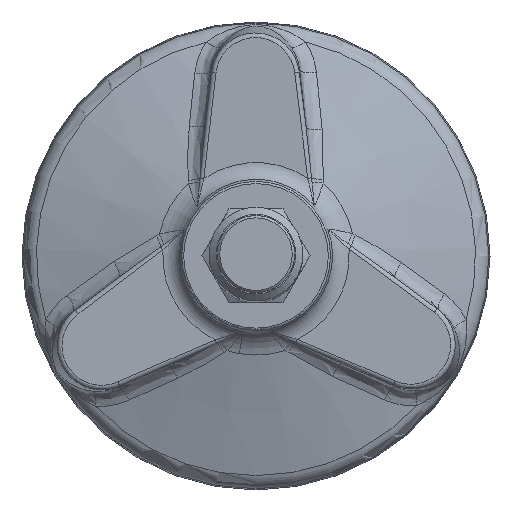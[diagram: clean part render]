
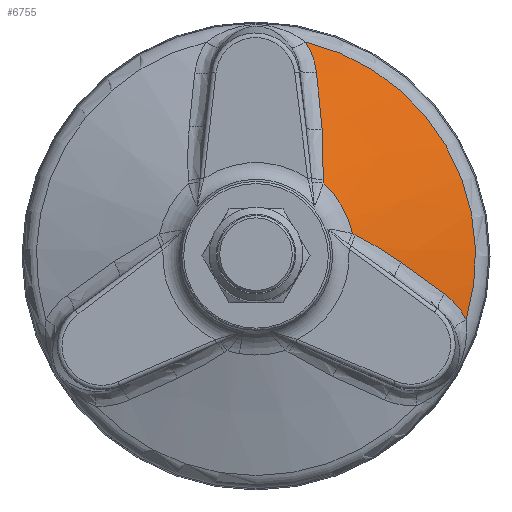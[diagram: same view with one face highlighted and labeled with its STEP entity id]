
A CAD part, top view. The second image highlights one B-rep face of the part: STEP entity #6755.
In plain terms, the highlighted conical face has half-angle 73.2 degrees and reference radius 46.917 mm.
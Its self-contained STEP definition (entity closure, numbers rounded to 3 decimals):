
#513=CONICAL_SURFACE('',#7114,46.917,1.278);
#575=B_SPLINE_CURVE_WITH_KNOTS('',3,(#9506,#9507,#9508,#9509),
 .UNSPECIFIED.,.F.,.F.,(4,4),(0.,1.),.UNSPECIFIED.);
#576=B_SPLINE_CURVE_WITH_KNOTS('',3,(#9511,#9512,#9513,#9514,#9515),
 .UNSPECIFIED.,.F.,.F.,(4,1,4),(0.,0.5,1.),.UNSPECIFIED.);
#577=B_SPLINE_CURVE_WITH_KNOTS('',3,(#9517,#9518,#9519,#9520),
 .UNSPECIFIED.,.F.,.F.,(4,4),(0.,1.),.UNSPECIFIED.);
#578=B_SPLINE_CURVE_WITH_KNOTS('',3,(#9522,#9523,#9524,#9525,#9526,#9527,
#9528,#9529,#9530,#9531,#9532,#9533,#9534,#9535,#9536),.UNSPECIFIED.,.F.,
 .F.,(4,1,1,1,1,1,1,1,1,1,1,1,4),(0.,0.25,0.375,0.438,0.5,0.563,0.625,
0.75,0.813,0.875,0.906,0.938,1.),.UNSPECIFIED.);
#579=B_SPLINE_CURVE_WITH_KNOTS('',3,(#9538,#9539,#9540,#9541,#9542,#9543,
#9544,#9545),.UNSPECIFIED.,.F.,.F.,(4,1,1,1,1,4),(0.,0.25,0.5,0.625,0.75,
1.),.UNSPECIFIED.);
#580=B_SPLINE_CURVE_WITH_KNOTS('',3,(#9546,#9547,#9548,#9549,#9550,#9551,
#9552,#9553,#9554,#9555,#9556,#9557,#9558),.UNSPECIFIED.,.F.,.F.,(4,1,1,
1,1,1,1,1,1,1,4),(0.,0.063,0.125,0.25,0.375,0.5,0.625,0.75,0.875,0.938,
1.),.UNSPECIFIED.);
#581=B_SPLINE_CURVE_WITH_KNOTS('',3,(#9560,#9561,#9562,#9563,#9564,#9565,
#9566,#9567,#9568,#9569,#9570),.UNSPECIFIED.,.F.,.F.,(4,1,1,1,1,1,1,1,4),
(0.,0.25,0.375,0.438,0.5,0.563,0.625,0.75,1.),.UNSPECIFIED.);
#582=B_SPLINE_CURVE_WITH_KNOTS('',3,(#9572,#9573,#9574,#9575),
 .UNSPECIFIED.,.F.,.F.,(4,4),(0.,1.),.UNSPECIFIED.);
#901=ORIENTED_EDGE('',*,*,#2245,.T.);
#902=ORIENTED_EDGE('',*,*,#2196,.F.);
#903=ORIENTED_EDGE('',*,*,#2246,.T.);
#904=ORIENTED_EDGE('',*,*,#2247,.T.);
#905=ORIENTED_EDGE('',*,*,#2248,.T.);
#906=ORIENTED_EDGE('',*,*,#2249,.T.);
#907=ORIENTED_EDGE('',*,*,#2215,.T.);
#908=ORIENTED_EDGE('',*,*,#2250,.T.);
#909=ORIENTED_EDGE('',*,*,#2251,.T.);
#910=ORIENTED_EDGE('',*,*,#2252,.T.);
#2196=EDGE_CURVE('',#2873,#2874,#3330,.T.);
#2215=EDGE_CURVE('',#2886,#2890,#3335,.T.);
#2245=EDGE_CURVE('',#2918,#2874,#575,.T.);
#2246=EDGE_CURVE('',#2873,#2919,#576,.T.);
#2247=EDGE_CURVE('',#2919,#2920,#577,.T.);
#2248=EDGE_CURVE('',#2920,#2921,#578,.T.);
#2249=EDGE_CURVE('',#2921,#2886,#579,.T.);
#2250=EDGE_CURVE('',#2890,#2922,#580,.T.);
#2251=EDGE_CURVE('',#2922,#2923,#581,.T.);
#2252=EDGE_CURVE('',#2923,#2918,#582,.T.);
#2873=VERTEX_POINT('',#8912);
#2874=VERTEX_POINT('',#8914);
#2886=VERTEX_POINT('',#9081);
#2890=VERTEX_POINT('',#9171);
#2918=VERTEX_POINT('',#9510);
#2919=VERTEX_POINT('',#9516);
#2920=VERTEX_POINT('',#9521);
#2921=VERTEX_POINT('',#9537);
#2922=VERTEX_POINT('',#9559);
#2923=VERTEX_POINT('',#9571);
#3330=CIRCLE('',#7089,21.188);
#3335=CIRCLE('',#7096,46.917);
#3596=EDGE_LOOP('',(#901,#902,#903,#904,#905,#906,#907,#908,#909,#910));
#3994=FACE_BOUND('',#3596,.T.);
#6755=ADVANCED_FACE('',(#3994),#513,.T.);
#7089=AXIS2_PLACEMENT_3D('',#8913,#7610,#7611);
#7096=AXIS2_PLACEMENT_3D('',#9172,#7624,#7625);
#7114=AXIS2_PLACEMENT_3D('',#9505,#7670,#7671);
#7610=DIRECTION('',(0.,0.,1.));
#7611=DIRECTION('',(0.,-1.,0.));
#7624=DIRECTION('',(0.,0.,1.));
#7625=DIRECTION('',(0.,-1.,0.));
#7670=DIRECTION('',(0.,0.,-1.));
#7671=DIRECTION('',(0.,-1.,0.));
#8912=CARTESIAN_POINT('',(20.645,4.764,14.151));
#8913=CARTESIAN_POINT('',(0.,0.,14.151));
#8914=CARTESIAN_POINT('',(14.356,15.583,14.151));
#9081=CARTESIAN_POINT('',(44.902,-13.604,6.383));
#9171=CARTESIAN_POINT('',(10.568,45.712,6.383));
#9172=CARTESIAN_POINT('',(0.,0.,6.383));
#9505=CARTESIAN_POINT('',(0.,0.,6.383));
#9506=CARTESIAN_POINT('',(14.373,16.233,14.002));
#9507=CARTESIAN_POINT('',(14.359,16.007,14.056));
#9508=CARTESIAN_POINT('',(14.353,15.791,14.105));
#9509=CARTESIAN_POINT('',(14.356,15.583,14.151));
#9510=CARTESIAN_POINT('',(14.373,16.233,14.002));
#9511=CARTESIAN_POINT('',(20.645,4.764,14.151));
#9512=CARTESIAN_POINT('',(20.706,4.728,14.136));
#9513=CARTESIAN_POINT('',(20.923,4.605,14.08));
#9514=CARTESIAN_POINT('',(21.104,4.513,14.032));
#9515=CARTESIAN_POINT('',(21.204,4.464,14.006));
#9516=CARTESIAN_POINT('',(21.204,4.464,14.006));
#9517=CARTESIAN_POINT('',(21.204,4.464,14.006));
#9518=CARTESIAN_POINT('',(24.139,3.029,13.228));
#9519=CARTESIAN_POINT('',(27.456,1.106,12.283));
#9520=CARTESIAN_POINT('',(31.026,-1.441,11.171));
#9521=CARTESIAN_POINT('',(31.026,-1.441,11.171));
#9522=CARTESIAN_POINT('',(31.026,-1.441,11.171));
#9523=CARTESIAN_POINT('',(31.75,-1.959,10.945));
#9524=CARTESIAN_POINT('',(32.872,-2.762,10.59));
#9525=CARTESIAN_POINT('',(34.251,-3.754,10.145));
#9526=CARTESIAN_POINT('',(35.049,-4.328,9.886));
#9527=CARTESIAN_POINT('',(35.683,-4.784,9.679));
#9528=CARTESIAN_POINT('',(36.229,-5.178,9.499));
#9529=CARTESIAN_POINT('',(36.998,-5.733,9.245));
#9530=CARTESIAN_POINT('',(37.797,-6.31,8.979));
#9531=CARTESIAN_POINT('',(38.558,-6.86,8.724));
#9532=CARTESIAN_POINT('',(39.036,-7.206,8.563));
#9533=CARTESIAN_POINT('',(39.439,-7.497,8.428));
#9534=CARTESIAN_POINT('',(39.757,-7.727,8.32));
#9535=CARTESIAN_POINT('',(40.069,-7.952,8.214));
#9536=CARTESIAN_POINT('',(40.298,-8.117,8.137));
#9537=CARTESIAN_POINT('',(40.298,-8.117,8.137));
#9538=CARTESIAN_POINT('',(40.298,-8.117,8.137));
#9539=CARTESIAN_POINT('',(40.795,-8.481,7.968));
#9540=CARTESIAN_POINT('',(41.711,-9.232,7.651));
#9541=CARTESIAN_POINT('',(42.732,-10.296,7.278));
#9542=CARTESIAN_POINT('',(43.507,-11.274,6.979));
#9543=CARTESIAN_POINT('',(44.182,-12.245,6.707));
#9544=CARTESIAN_POINT('',(44.622,-13.027,6.514));
#9545=CARTESIAN_POINT('',(44.902,-13.604,6.383));
#9546=CARTESIAN_POINT('',(10.568,45.712,6.383));
#9547=CARTESIAN_POINT('',(10.659,45.575,6.417));
#9548=CARTESIAN_POINT('',(10.832,45.308,6.483));
#9549=CARTESIAN_POINT('',(11.111,44.849,6.598));
#9550=CARTESIAN_POINT('',(11.477,44.176,6.768));
#9551=CARTESIAN_POINT('',(11.848,43.372,6.974));
#9552=CARTESIAN_POINT('',(12.165,42.563,7.183));
#9553=CARTESIAN_POINT('',(12.44,41.704,7.409));
#9554=CARTESIAN_POINT('',(12.65,40.883,7.627));
#9555=CARTESIAN_POINT('',(12.794,40.128,7.832));
#9556=CARTESIAN_POINT('',(12.869,39.618,7.971));
#9557=CARTESIAN_POINT('',(12.907,39.305,8.058));
#9558=CARTESIAN_POINT('',(12.925,39.141,8.103));
#9559=CARTESIAN_POINT('',(12.925,39.141,8.103));
#9560=CARTESIAN_POINT('',(12.925,39.141,8.103));
#9561=CARTESIAN_POINT('',(13.035,38.064,8.401));
#9562=CARTESIAN_POINT('',(13.196,36.495,8.833));
#9563=CARTESIAN_POINT('',(13.371,34.763,9.303));
#9564=CARTESIAN_POINT('',(13.47,33.781,9.568));
#9565=CARTESIAN_POINT('',(13.538,33.103,9.75));
#9566=CARTESIAN_POINT('',(13.623,32.26,9.976));
#9567=CARTESIAN_POINT('',(13.727,31.216,10.253));
#9568=CARTESIAN_POINT('',(13.906,29.406,10.729));
#9569=CARTESIAN_POINT('',(14.049,27.945,11.106));
#9570=CARTESIAN_POINT('',(14.14,27.004,11.345));
#9571=CARTESIAN_POINT('',(14.14,27.004,11.345));
#9572=CARTESIAN_POINT('',(14.14,27.004,11.345));
#9573=CARTESIAN_POINT('',(14.526,22.967,12.371));
#9574=CARTESIAN_POINT('',(14.567,19.36,13.256));
#9575=CARTESIAN_POINT('',(14.373,16.233,14.002));
